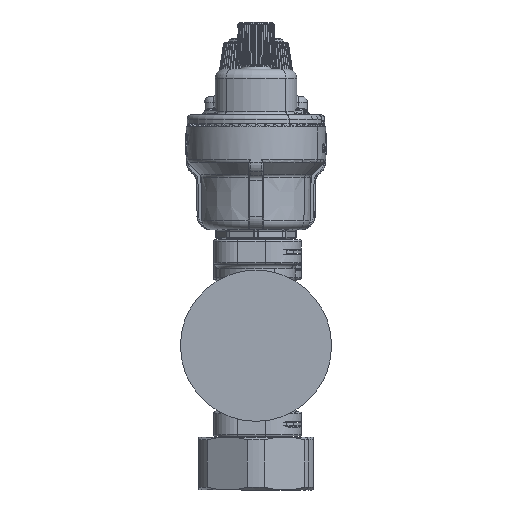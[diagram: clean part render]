
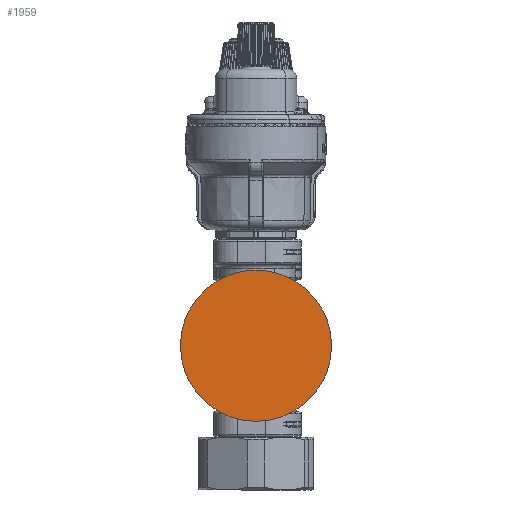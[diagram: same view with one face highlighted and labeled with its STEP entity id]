
A CAD part, front view. The second image highlights one B-rep face of the part: STEP entity #1959.
In plain terms, the highlighted planar face has unit normal (0, -1, 0).
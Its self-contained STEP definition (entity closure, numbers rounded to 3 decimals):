
#1936=CARTESIAN_POINT('Axis2P3D Location',(0.,-91.567,0.)) ;
#1941=CARTESIAN_POINT('Axis2P3D Location',(0.,-91.567,0.)) ;
#1945=CARTESIAN_POINT('Vertex',(-25.,-91.567,0.)) ;
#1947=CARTESIAN_POINT('Vertex',(25.,-91.567,0.)) ;
#1950=CARTESIAN_POINT('Axis2P3D Location',(0.,-91.567,0.)) ;
#1937=DIRECTION('Axis2P3D Direction',(0.,-1.,0.)) ;
#1938=DIRECTION('Axis2P3D XDirection',(1.,0.,0.)) ;
#1942=DIRECTION('Axis2P3D Direction',(0.,-1.,0.)) ;
#1951=DIRECTION('Axis2P3D Direction',(0.,-1.,0.)) ;
#1939=AXIS2_PLACEMENT_3D('Plane Axis2P3D',#1936,#1937,#1938) ;
#1943=AXIS2_PLACEMENT_3D('Circle Axis2P3D',#1941,#1942,$) ;
#1952=AXIS2_PLACEMENT_3D('Circle Axis2P3D',#1950,#1951,$) ;
#1944=CIRCLE('generated circle',#1943,25.) ;
#1953=CIRCLE('generated circle',#1952,25.) ;
#1940=PLANE('',#1939) ;
#1949=EDGE_CURVE('',#1946,#1948,#1944,.T.) ;
#1954=EDGE_CURVE('',#1948,#1946,#1953,.T.) ;
#1956=ORIENTED_EDGE('',*,*,#1949,.T.) ;
#1957=ORIENTED_EDGE('',*,*,#1954,.T.) ;
#1955=EDGE_LOOP('',(#1956,#1957)) ;
#1946=VERTEX_POINT('',#1945) ;
#1948=VERTEX_POINT('',#1947) ;
#1959=ADVANCED_FACE('PartBody',(#1958),#1940,.T.) ;
#1958=FACE_OUTER_BOUND('',#1955,.T.) ;
